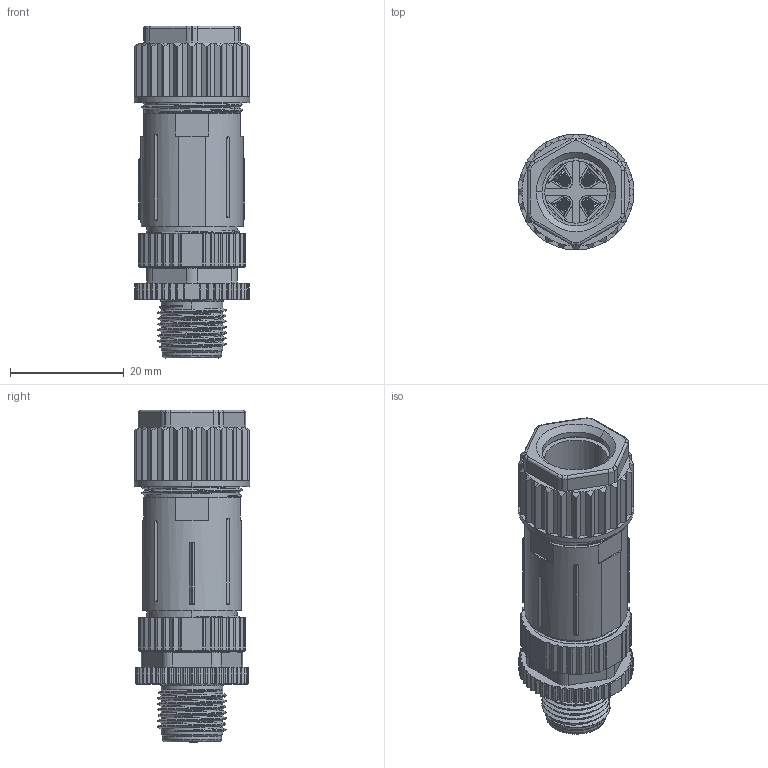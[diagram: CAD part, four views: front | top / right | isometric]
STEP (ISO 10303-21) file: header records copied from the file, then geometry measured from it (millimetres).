
FILE_DESCRIPTION (( 'STEP AP214' ), '1' );
FILE_NAME ('M12PFT4TM_3D.step', '2024-11-11T16:32:12', ( '' ), ( '' ), 'SwSTEP 2.0', 'SolidWorks 2022', '' );
FILE_SCHEMA (( 'AUTOMOTIVE_DESIGN' ));
Length unit declared in the file: inch
Products named in the file (3): MSTP-04BMMB-SL70022; MSTP-04BMMB-SL70021; M12PFT4TM_3D
Assembly tree (2 placements, depth 2):
  M12PFT4TM_3D
    MSTP-04BMMB-SL70021
    MSTP-04BMMB-SL70022
Bounding box: 20.4 x 20.4 x 58.5 mm (x, y, z)
Volume: 5597.9 mm3; surface area: 12888.1 mm2
Topology: 1 solids, 2 shells, 2328 faces, 6662 edges, 4308 vertices
Faces by surface type: plane 956, cylinder 724, bspline 369, cone 279
Entity records: 140755 total; most frequent: CARTESIAN_POINT 73377, ORIENTED_EDGE 13114, DIRECTION 9823, EDGE_CURVE 6641, VERTEX_POINT 4308, AXIS2_PLACEMENT_3D 3298, VECTOR 3227, LINE 3227
